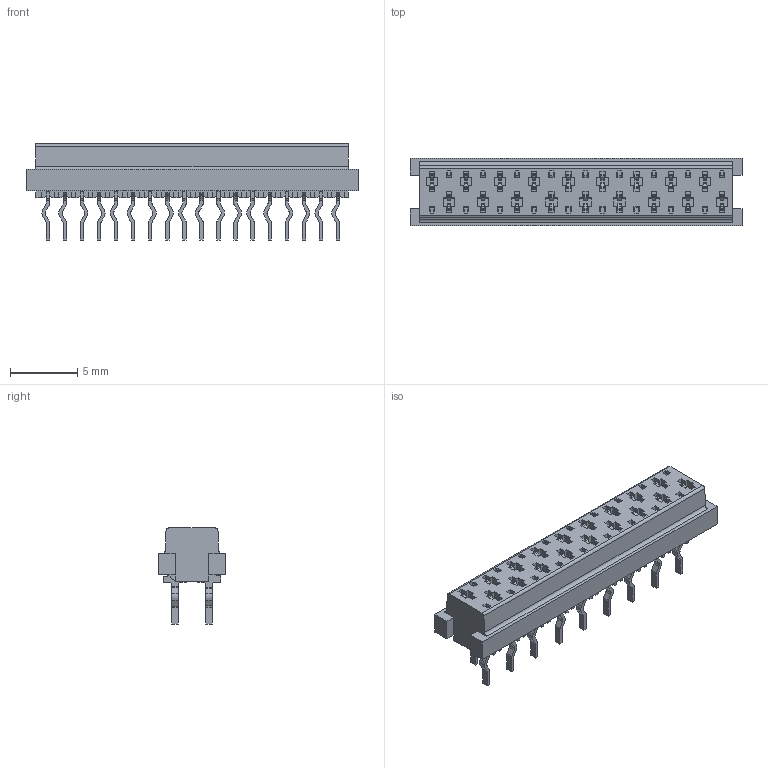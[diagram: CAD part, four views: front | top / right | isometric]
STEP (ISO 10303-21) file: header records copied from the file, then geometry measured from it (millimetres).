
FILE_DESCRIPTION((''),'2;1');
FILE_NAME('C-1-215079-8','2017-04-24T',('workeradm'),('Tyco Electronics Ltd.'),'CREO PARAMETRIC BY PTC INC, 2016050','CREO PARAMETRIC BY PTC INC, 2016050','');
FILE_SCHEMA(('AUTOMOTIVE_DESIGN { 1 0 10303 214 1 1 1 1 }'));
Length unit declared in the file: millimetre
Products named in the file (1): C-1-215079-8
Bounding box: 24.71 x 5 x 7.15 mm (x, y, z)
Volume: 376.6 mm3; surface area: 785.6 mm2
Topology: 11 solids, 11 shells, 1613 faces, 4567 edges, 3028 vertices
Faces by surface type: plane 1357, cylinder 256
Entity records: 51770 total; most frequent: CARTESIAN_POINT 9210, ORIENTED_EDGE 9134, DIRECTION 8305, EDGE_CURVE 4567, VECTOR 4055, LINE 4055, VERTEX_POINT 3028, AXIS2_PLACEMENT_3D 2125
